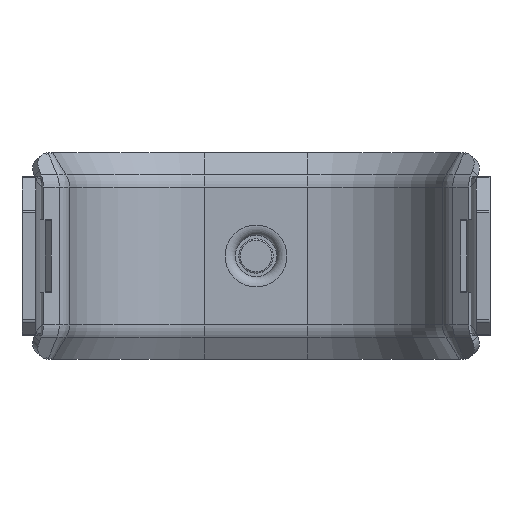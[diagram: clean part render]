
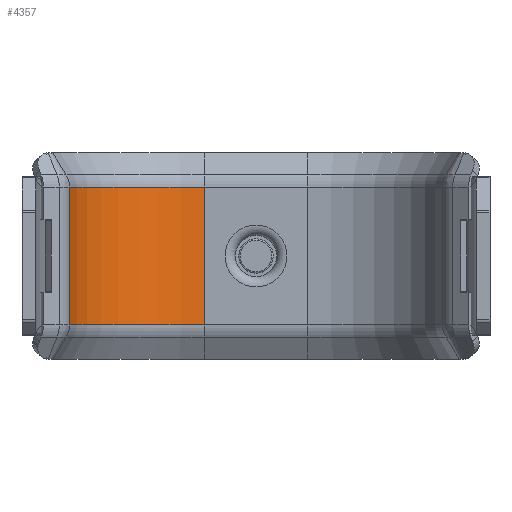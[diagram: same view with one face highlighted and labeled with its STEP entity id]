
A CAD part, front view. The second image highlights one B-rep face of the part: STEP entity #4357.
In plain terms, the highlighted cylindrical face has radius 20.13 mm (diameter 40.261 mm), a partial arc.
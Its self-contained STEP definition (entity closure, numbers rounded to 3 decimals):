
#440=FACE_OUTER_BOUND('',#709,.T.);
#709=EDGE_LOOP('',(#3630,#3631,#3632,#3633));
#1047=LINE('',#9119,#1422);
#1072=LINE('',#9240,#1447);
#1422=VECTOR('',#5660,10.);
#1447=VECTOR('',#5783,10.);
#1703=CIRCLE('',#4814,20.13);
#1704=CIRCLE('',#4816,20.13);
#2020=VERTEX_POINT('',#9116);
#2021=VERTEX_POINT('',#9118);
#2049=VERTEX_POINT('',#9235);
#2050=VERTEX_POINT('',#9239);
#2534=EDGE_CURVE('',#2021,#2020,#1047,.T.);
#2586=EDGE_CURVE('',#2050,#2049,#1072,.T.);
#2609=EDGE_CURVE('',#2020,#2049,#1703,.T.);
#2610=EDGE_CURVE('',#2021,#2050,#1704,.T.);
#3630=ORIENTED_EDGE('',*,*,#2534,.T.);
#3631=ORIENTED_EDGE('',*,*,#2609,.T.);
#3632=ORIENTED_EDGE('',*,*,#2586,.F.);
#3633=ORIENTED_EDGE('',*,*,#2610,.F.);
#4178=CYLINDRICAL_SURFACE('',#4815,20.13);
#4357=ADVANCED_FACE('',(#440),#4178,.F.);
#4814=AXIS2_PLACEMENT_3D('',#9300,#5839,#5840);
#4815=AXIS2_PLACEMENT_3D('',#9301,#5841,#5842);
#4816=AXIS2_PLACEMENT_3D('',#9302,#5843,#5844);
#5660=DIRECTION('',(-1.,0.,0.));
#5783=DIRECTION('',(-1.,0.,0.));
#5839=DIRECTION('center_axis',(-1.,0.,0.));
#5840=DIRECTION('ref_axis',(0.,0.766,-0.643));
#5841=DIRECTION('center_axis',(-1.,0.,0.));
#5842=DIRECTION('ref_axis',(0.,0.452,0.892));
#5843=DIRECTION('center_axis',(-1.,0.,0.));
#5844=DIRECTION('ref_axis',(0.,0.766,-0.643));
#9116=CARTESIAN_POINT('',(-25.025,-11.923,-42.212));
#9118=CARTESIAN_POINT('',(-4.975,-11.923,-42.212));
#9119=CARTESIAN_POINT('',(-25.025,-11.923,-42.212));
#9235=CARTESIAN_POINT('',(-25.025,-36.445,-47.228));
#9239=CARTESIAN_POINT('',(-4.975,-36.445,-47.228));
#9240=CARTESIAN_POINT('',(-25.025,-36.445,-47.228));
#9300=CARTESIAN_POINT('Origin',(-25.025,-27.343,-29.272));
#9301=CARTESIAN_POINT('Origin',(-15.,-27.343,-29.272));
#9302=CARTESIAN_POINT('Origin',(-4.975,-27.343,-29.272));
